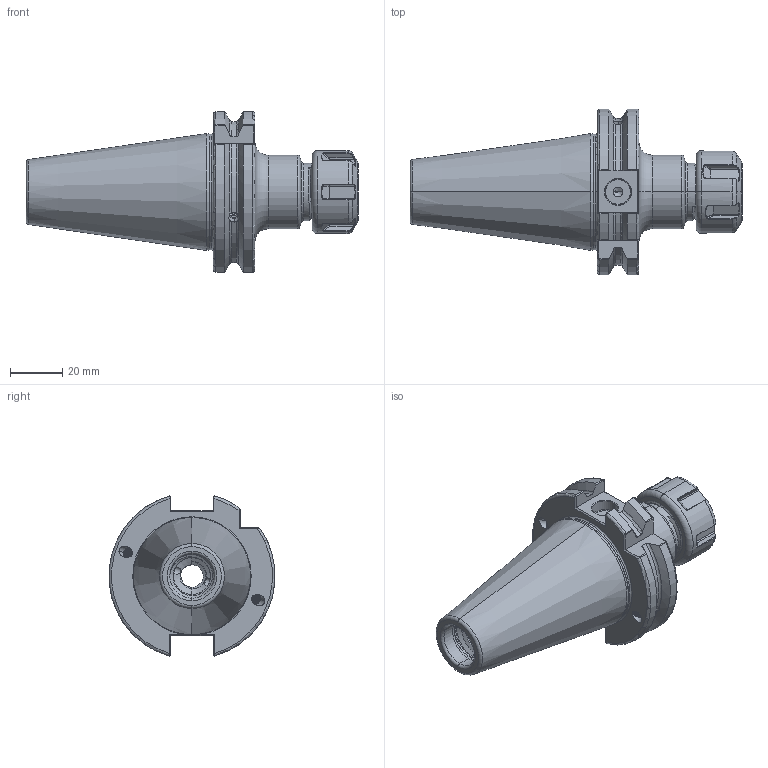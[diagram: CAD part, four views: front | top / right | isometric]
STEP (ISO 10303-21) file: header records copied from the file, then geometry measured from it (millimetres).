
FILE_DESCRIPTION (( 'STEP AP203' ), '1' );
FILE_NAME ('403.02.10.STEP', '2016-07-16T03:13:34', ( '' ), ( '' ), 'SwSTEP 2.0', 'SolidWorks 2012', '' );
FILE_SCHEMA (( 'CONFIG_CONTROL_DESIGN' ));
Length unit declared in the file: millimetre
Products named in the file (3): 403.02.10; 2-01.100.0160180C7_ER16螺帽(六溝)
Assembly tree (2 placements, depth 2):
  403.02.10
    403.02.10
    2-01.100.0160180C7_ER16螺帽(六溝)
Bounding box: 126.87 x 63.34 x 61.24 mm (x, y, z)
Volume: 118018.5 mm3; surface area: 31452.9 mm2
Topology: 2 solids, 2 shells, 490 faces, 1292 edges, 791 vertices
Faces by surface type: cylinder 194, bspline 92, plane 92, torus 67, cone 45
Entity records: 33218 total; most frequent: CARTESIAN_POINT 22648, ORIENTED_EDGE 2556, DIRECTION 1647, EDGE_CURVE 1278, VERTEX_POINT 791, AXIS2_PLACEMENT_3D 646, EDGE_LOOP 501, FACE_OUTER_BOUND 490
